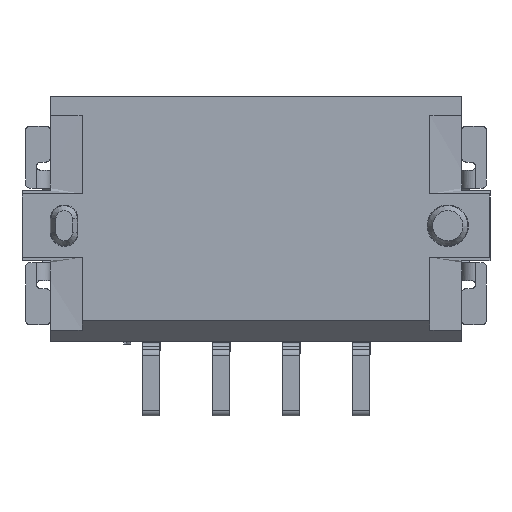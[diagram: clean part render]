
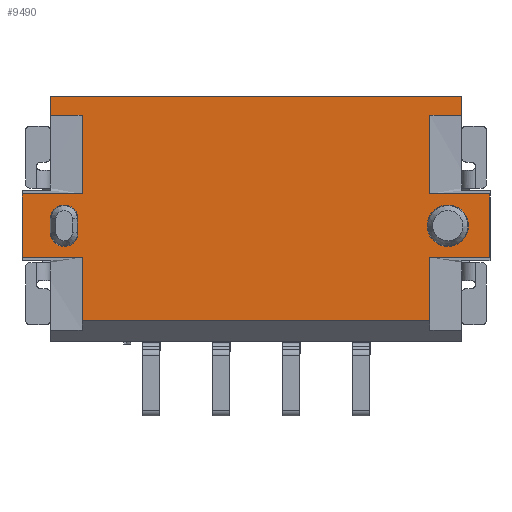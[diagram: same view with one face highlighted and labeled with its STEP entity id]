
A CAD part, front view. The second image highlights one B-rep face of the part: STEP entity #9490.
In plain terms, the highlighted planar face has unit normal (0, -1, 0).
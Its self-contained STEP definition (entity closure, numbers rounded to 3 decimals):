
#4345=CARTESIAN_POINT('',(11.27,-2.45,8.9));
#4346=VERTEX_POINT('',#4345);
#4353=CARTESIAN_POINT('',(11.27,-2.45,8.2));
#4354=VERTEX_POINT('',#4353);
#4355=CARTESIAN_POINT('',(11.27,-2.45,8.9));
#4356=DIRECTION('',(0.,0.,-1.));
#4357=VECTOR('',#4356,0.7);
#4358=LINE('',#4355,#4357);
#4359=EDGE_CURVE('',#4346,#4354,#4358,.T.);
#4626=CARTESIAN_POINT('',(10.12,-2.45,0.75));
#4627=VERTEX_POINT('',#4626);
#4636=CARTESIAN_POINT('',(-2.5,-2.45,0.75));
#4637=VERTEX_POINT('',#4636);
#4638=CARTESIAN_POINT('',(10.12,-2.45,0.75));
#4639=DIRECTION('',(-1.,0.,0.));
#4640=VECTOR('',#4639,12.62);
#4641=LINE('',#4638,#4640);
#4642=EDGE_CURVE('',#4627,#4637,#4641,.T.);
#4684=CARTESIAN_POINT('',(-3.65,-2.45,8.2));
#4685=VERTEX_POINT('',#4684);
#4692=CARTESIAN_POINT('',(-3.65,-2.45,8.9));
#4693=VERTEX_POINT('',#4692);
#4694=CARTESIAN_POINT('',(-3.65,-2.45,8.9));
#4695=DIRECTION('',(0.,0.,-1.));
#4696=VECTOR('',#4695,0.7);
#4697=LINE('',#4694,#4696);
#4698=EDGE_CURVE('',#4693,#4685,#4697,.T.);
#9264=CARTESIAN_POINT('',(-3.65,-2.45,8.9));
#9265=DIRECTION('',(1.,0.,0.));
#9266=VECTOR('',#9265,14.92);
#9267=LINE('',#9264,#9266);
#9268=EDGE_CURVE('',#4693,#4346,#9267,.T.);
#9340=CARTESIAN_POINT('',(3.81,-2.45,4.825));
#9341=DIRECTION('',(0.,0.,-1.));
#9342=DIRECTION('',(0.,-1.,0.));
#9343=AXIS2_PLACEMENT_3D('',#9340,#9342,#9341);
#9344=PLANE('',#9343);
#9345=CARTESIAN_POINT('',(10.12,-2.45,3.05));
#9346=VERTEX_POINT('',#9345);
#9347=CARTESIAN_POINT('',(10.12,-2.45,3.05));
#9348=DIRECTION('',(0.,0.,-1.));
#9349=VECTOR('',#9348,2.3);
#9350=LINE('',#9347,#9349);
#9351=EDGE_CURVE('',#9346,#4627,#9350,.T.);
#9352=ORIENTED_EDGE('',*,*,#9351,.F.);
#9353=CARTESIAN_POINT('',(12.3,-2.45,3.05));
#9354=VERTEX_POINT('',#9353);
#9355=CARTESIAN_POINT('',(12.3,-2.45,3.05));
#9356=DIRECTION('',(-1.,0.,0.));
#9357=VECTOR('',#9356,2.18);
#9358=LINE('',#9355,#9357);
#9359=EDGE_CURVE('',#9354,#9346,#9358,.T.);
#9360=ORIENTED_EDGE('',*,*,#9359,.F.);
#9361=CARTESIAN_POINT('',(12.3,-2.45,5.35));
#9362=VERTEX_POINT('',#9361);
#9363=CARTESIAN_POINT('',(12.3,-2.45,5.35));
#9364=DIRECTION('',(0.,0.,-1.));
#9365=VECTOR('',#9364,2.3);
#9366=LINE('',#9363,#9365);
#9367=EDGE_CURVE('',#9362,#9354,#9366,.T.);
#9368=ORIENTED_EDGE('',*,*,#9367,.F.);
#9369=CARTESIAN_POINT('',(10.12,-2.45,5.35));
#9370=VERTEX_POINT('',#9369);
#9371=CARTESIAN_POINT('',(10.12,-2.45,5.35));
#9372=DIRECTION('',(1.,0.,0.));
#9373=VECTOR('',#9372,2.18);
#9374=LINE('',#9371,#9373);
#9375=EDGE_CURVE('',#9370,#9362,#9374,.T.);
#9376=ORIENTED_EDGE('',*,*,#9375,.F.);
#9377=CARTESIAN_POINT('',(10.12,-2.45,8.2));
#9378=VERTEX_POINT('',#9377);
#9379=CARTESIAN_POINT('',(10.12,-2.45,8.2));
#9380=DIRECTION('',(0.,0.,-1.));
#9381=VECTOR('',#9380,2.85);
#9382=LINE('',#9379,#9381);
#9383=EDGE_CURVE('',#9378,#9370,#9382,.T.);
#9384=ORIENTED_EDGE('',*,*,#9383,.F.);
#9385=CARTESIAN_POINT('',(11.27,-2.45,8.2));
#9386=DIRECTION('',(-1.,0.,0.));
#9387=VECTOR('',#9386,1.15);
#9388=LINE('',#9385,#9387);
#9389=EDGE_CURVE('',#4354,#9378,#9388,.T.);
#9390=ORIENTED_EDGE('',*,*,#9389,.F.);
#9391=ORIENTED_EDGE('',*,*,#4359,.F.);
#9392=ORIENTED_EDGE('',*,*,#9268,.F.);
#9393=ORIENTED_EDGE('',*,*,#4698,.T.);
#9394=CARTESIAN_POINT('',(-2.5,-2.45,8.2));
#9395=VERTEX_POINT('',#9394);
#9396=CARTESIAN_POINT('',(-3.65,-2.45,8.2));
#9397=DIRECTION('',(1.,0.,0.));
#9398=VECTOR('',#9397,1.15);
#9399=LINE('',#9396,#9398);
#9400=EDGE_CURVE('',#4685,#9395,#9399,.T.);
#9401=ORIENTED_EDGE('',*,*,#9400,.T.);
#9402=CARTESIAN_POINT('',(-2.5,-2.45,5.35));
#9403=VERTEX_POINT('',#9402);
#9404=CARTESIAN_POINT('',(-2.5,-2.45,8.2));
#9405=DIRECTION('',(0.,0.,-1.));
#9406=VECTOR('',#9405,2.85);
#9407=LINE('',#9404,#9406);
#9408=EDGE_CURVE('',#9395,#9403,#9407,.T.);
#9409=ORIENTED_EDGE('',*,*,#9408,.T.);
#9410=CARTESIAN_POINT('',(-4.68,-2.45,5.35));
#9411=VERTEX_POINT('',#9410);
#9412=CARTESIAN_POINT('',(-2.5,-2.45,5.35));
#9413=DIRECTION('',(-1.,0.,0.));
#9414=VECTOR('',#9413,2.18);
#9415=LINE('',#9412,#9414);
#9416=EDGE_CURVE('',#9403,#9411,#9415,.T.);
#9417=ORIENTED_EDGE('',*,*,#9416,.T.);
#9418=CARTESIAN_POINT('',(-4.68,-2.45,3.05));
#9419=VERTEX_POINT('',#9418);
#9420=CARTESIAN_POINT('',(-4.68,-2.45,5.35));
#9421=DIRECTION('',(0.,0.,-1.));
#9422=VECTOR('',#9421,2.3);
#9423=LINE('',#9420,#9422);
#9424=EDGE_CURVE('',#9411,#9419,#9423,.T.);
#9425=ORIENTED_EDGE('',*,*,#9424,.T.);
#9426=CARTESIAN_POINT('',(-2.5,-2.45,3.05));
#9427=VERTEX_POINT('',#9426);
#9428=CARTESIAN_POINT('',(-4.68,-2.45,3.05));
#9429=DIRECTION('',(1.,0.,0.));
#9430=VECTOR('',#9429,2.18);
#9431=LINE('',#9428,#9430);
#9432=EDGE_CURVE('',#9419,#9427,#9431,.T.);
#9433=ORIENTED_EDGE('',*,*,#9432,.T.);
#9434=CARTESIAN_POINT('',(-2.5,-2.45,3.05));
#9435=DIRECTION('',(0.,0.,-1.));
#9436=VECTOR('',#9435,2.3);
#9437=LINE('',#9434,#9436);
#9438=EDGE_CURVE('',#9427,#4637,#9437,.T.);
#9439=ORIENTED_EDGE('',*,*,#9438,.T.);
#9440=ORIENTED_EDGE('',*,*,#4642,.F.);
#9441=EDGE_LOOP('',(#9352,#9360,#9368,#9376,#9384,#9390,#9391,#9392,#9393,#9401,#9409,#9417,#9425,#9433,#9439,#9440));
#9442=FACE_OUTER_BOUND('',#9441,.T.);
#9443=CARTESIAN_POINT('',(-2.65,-2.45,4.45));
#9444=VERTEX_POINT('',#9443);
#9445=CARTESIAN_POINT('',(-2.65,-2.45,3.95));
#9446=VERTEX_POINT('',#9445);
#9447=CARTESIAN_POINT('',(-2.65,-2.45,4.45));
#9448=DIRECTION('',(0.,0.,-1.));
#9449=VECTOR('',#9448,0.5);
#9450=LINE('',#9447,#9449);
#9451=EDGE_CURVE('',#9444,#9446,#9450,.T.);
#9452=ORIENTED_EDGE('',*,*,#9451,.T.);
#9453=CARTESIAN_POINT('',(-3.65,-2.45,3.95));
#9454=VERTEX_POINT('',#9453);
#9455=CARTESIAN_POINT('',(-3.15,-2.45,3.95));
#9456=DIRECTION('',(1.,0.,0.));
#9457=DIRECTION('',(0.,1.,0.));
#9458=AXIS2_PLACEMENT_3D('',#9455,#9457,#9456);
#9459=CIRCLE('',#9458,0.5);
#9460=EDGE_CURVE('',#9446,#9454,#9459,.T.);
#9461=ORIENTED_EDGE('',*,*,#9460,.T.);
#9462=CARTESIAN_POINT('',(-3.65,-2.45,4.45));
#9463=VERTEX_POINT('',#9462);
#9464=CARTESIAN_POINT('',(-3.65,-2.45,3.95));
#9465=DIRECTION('',(0.,0.,1.));
#9466=VECTOR('',#9465,0.5);
#9467=LINE('',#9464,#9466);
#9468=EDGE_CURVE('',#9454,#9463,#9467,.T.);
#9469=ORIENTED_EDGE('',*,*,#9468,.T.);
#9470=CARTESIAN_POINT('',(-3.15,-2.45,4.45));
#9471=DIRECTION('',(-1.,0.,0.));
#9472=DIRECTION('',(0.,1.,0.));
#9473=AXIS2_PLACEMENT_3D('',#9470,#9472,#9471);
#9474=CIRCLE('',#9473,0.5);
#9475=EDGE_CURVE('',#9463,#9444,#9474,.T.);
#9476=ORIENTED_EDGE('',*,*,#9475,.T.);
#9477=EDGE_LOOP('',(#9452,#9461,#9469,#9476));
#9478=FACE_BOUND('',#9477,.T.);
#9479=CARTESIAN_POINT('',(10.02,-2.45,4.2));
#9480=VERTEX_POINT('',#9479);
#9481=CARTESIAN_POINT('',(10.77,-2.45,4.2));
#9482=DIRECTION('',(-1.,0.,0.));
#9483=DIRECTION('',(0.,-1.,0.));
#9484=AXIS2_PLACEMENT_3D('',#9481,#9483,#9482);
#9485=CIRCLE('',#9484,0.75);
#9486=EDGE_CURVE('',#9480,#9480,#9485,.T.);
#9487=ORIENTED_EDGE('',*,*,#9486,.F.);
#9488=EDGE_LOOP('',(#9487));
#9489=FACE_BOUND('',#9488,.T.);
#9490=ADVANCED_FACE('',(#9442,#9478,#9489),#9344,.T.);
